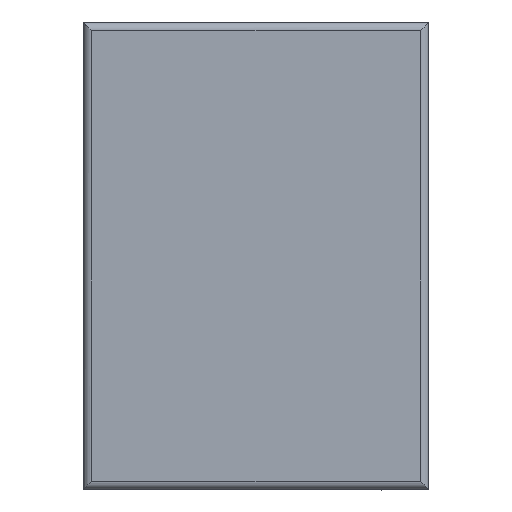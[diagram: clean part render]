
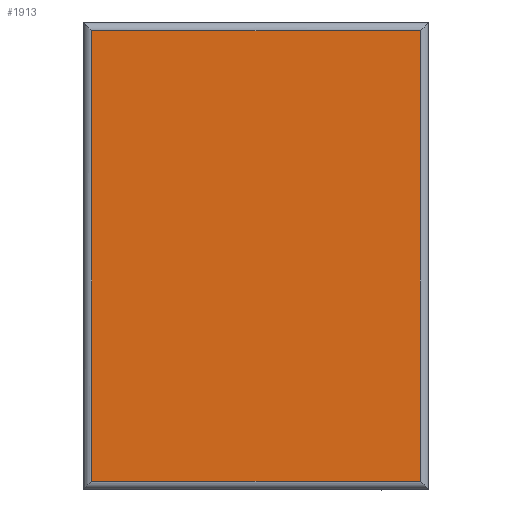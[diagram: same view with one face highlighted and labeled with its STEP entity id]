
A CAD part, left-side view. The second image highlights one B-rep face of the part: STEP entity #1913.
In plain terms, the highlighted planar face has unit normal (-1, 0, 0).
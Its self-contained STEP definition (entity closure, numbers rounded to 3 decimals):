
#223=FACE_OUTER_BOUND('',#322,.T.);
#322=EDGE_LOOP('',(#1573,#1574,#1575,#1576));
#493=LINE('',#3143,#686);
#495=LINE('',#3151,#688);
#497=LINE('',#3156,#690);
#499=LINE('',#3160,#692);
#686=VECTOR('',#2526,10.);
#688=VECTOR('',#2534,10.);
#690=VECTOR('',#2540,10.);
#692=VECTOR('',#2546,10.);
#892=VERTEX_POINT('',#3141);
#893=VERTEX_POINT('',#3142);
#896=VERTEX_POINT('',#3150);
#897=VERTEX_POINT('',#3155);
#1140=EDGE_CURVE('',#892,#893,#493,.T.);
#1144=EDGE_CURVE('',#893,#896,#495,.T.);
#1147=EDGE_CURVE('',#896,#897,#497,.T.);
#1150=EDGE_CURVE('',#897,#892,#499,.T.);
#1573=ORIENTED_EDGE('',*,*,#1140,.F.);
#1574=ORIENTED_EDGE('',*,*,#1150,.F.);
#1575=ORIENTED_EDGE('',*,*,#1147,.F.);
#1576=ORIENTED_EDGE('',*,*,#1144,.F.);
#1832=PLANE('',#2099);
#1913=ADVANCED_FACE('',(#223),#1832,.T.);
#2099=AXIS2_PLACEMENT_3D('',#3194,#2574,#2575);
#2526=DIRECTION('',(0.,-1.,0.));
#2534=DIRECTION('',(0.,0.,-1.));
#2540=DIRECTION('',(0.,1.,0.));
#2546=DIRECTION('',(0.,0.,1.));
#2574=DIRECTION('center_axis',(-1.,0.,0.));
#2575=DIRECTION('ref_axis',(0.,0.,1.));
#3141=CARTESIAN_POINT('',(-13.1,34.4,4.1));
#3142=CARTESIAN_POINT('',(-13.1,-3.8,4.1));
#3143=CARTESIAN_POINT('',(-13.1,-4.8,4.1));
#3150=CARTESIAN_POINT('',(-13.1,-3.8,-48.25));
#3151=CARTESIAN_POINT('',(-13.1,-3.8,-22.059));
#3155=CARTESIAN_POINT('',(-13.1,34.4,-48.25));
#3156=CARTESIAN_POINT('',(-13.1,-4.8,-48.25));
#3160=CARTESIAN_POINT('',(-13.1,34.4,-49.266));
#3194=CARTESIAN_POINT('Origin',(-13.1,-4.8,-49.25));
